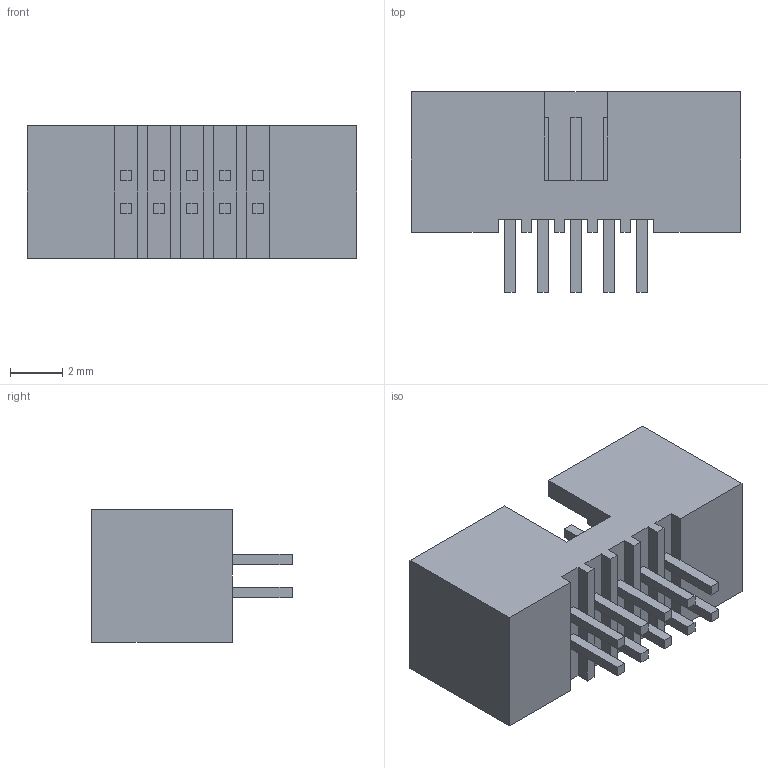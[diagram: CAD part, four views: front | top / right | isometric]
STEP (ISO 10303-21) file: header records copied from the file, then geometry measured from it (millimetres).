
FILE_DESCRIPTION((''),'2;1');
FILE_NAME('20021511-00010XXLFC','2009-07-20T',('bnataraj'),('FCI - ELX Division'),'PRO/ENGINEER BY PARAMETRIC TECHNOLOGY CORPORATION, 2008010','PRO/ENGINEER BY PARAMETRIC TECHNOLOGY CORPORATION, 2008010','');
FILE_SCHEMA(('CONFIG_CONTROL_DESIGN'));
Length unit declared in the file: millimetre
Products named in the file (1): 20021511-00010XXLFC
Bounding box: 12.65 x 7.7 x 5.1 mm (x, y, z)
Volume: 202.6 mm3; surface area: 514 mm2
Topology: 1 solids, 1 shells, 134 faces, 336 edges, 224 vertices
Faces by surface type: plane 134
Entity records: 3958 total; most frequent: CARTESIAN_POINT 694, ORIENTED_EDGE 672, DIRECTION 604, VECTOR 336, LINE 336, EDGE_CURVE 336, VERTEX_POINT 224, EDGE_LOOP 154
